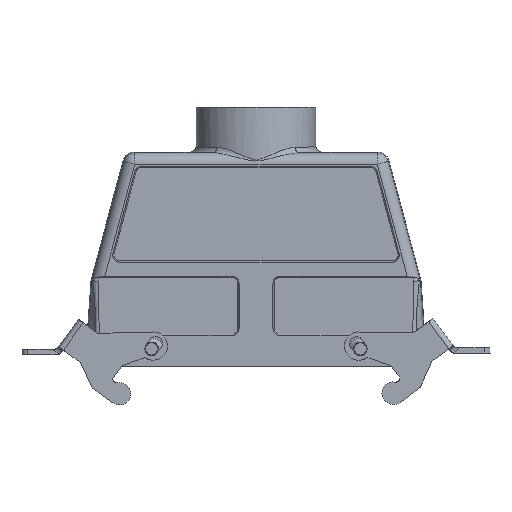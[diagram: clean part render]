
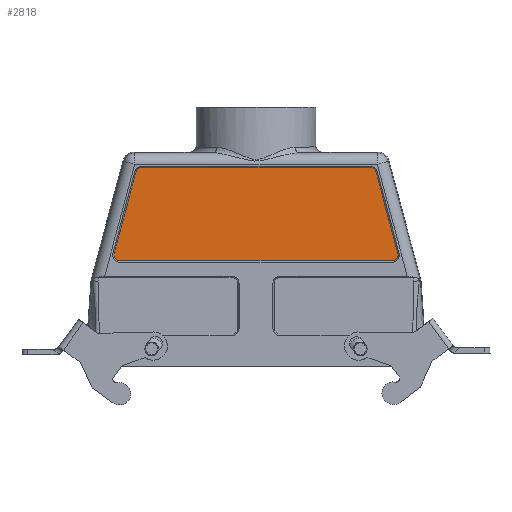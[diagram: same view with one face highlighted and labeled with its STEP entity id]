
A CAD part, front view. The second image highlights one B-rep face of the part: STEP entity #2818.
In plain terms, the highlighted planar face has unit normal (0, -1, 0).
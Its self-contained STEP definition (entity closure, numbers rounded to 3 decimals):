
#2743=CARTESIAN_POINT('',(0.0,-20.3,0.0));
#2744=DIRECTION('',(0.0,-1.0,0.0));
#2745=DIRECTION('',(0.0,0.0,-1.0));
#2746=AXIS2_PLACEMENT_3D('',#2743,#2744,#2745);
#2747=PLANE('',#2746);
#2748=CARTESIAN_POINT('',(-48.324,-20.3,28.287));
#2749=VERTEX_POINT('',#2748);
#2750=CARTESIAN_POINT('',(48.324,-20.3,28.287));
#2751=VERTEX_POINT('',#2750);
#2752=CARTESIAN_POINT('',(-48.324,-20.3,28.287));
#2753=DIRECTION('',(1.0,0.0,0.0));
#2754=VECTOR('',#2753,96.648);
#2755=LINE('',#2752,#2754);
#2756=EDGE_CURVE('',#2749,#2751,#2755,.T.);
#2757=ORIENTED_EDGE('',*,*,#2756,.T.);
#2758=CARTESIAN_POINT('',(50.317,-20.3,30.884));
#2759=VERTEX_POINT('',#2758);
#2760=CARTESIAN_POINT('',(48.324,-20.3,30.35));
#2761=DIRECTION('',(0.0,-1.0,0.0));
#2762=DIRECTION('',(0.0,0.0,-1.0));
#2763=AXIS2_PLACEMENT_3D('',#2760,#2761,#2762);
#2764=CIRCLE('',#2763,2.063);
#2765=EDGE_CURVE('',#2751,#2759,#2764,.T.);
#2766=ORIENTED_EDGE('',*,*,#2765,.T.);
#2767=CARTESIAN_POINT('',(42.546,-20.3,59.884));
#2768=VERTEX_POINT('',#2767);
#2769=CARTESIAN_POINT('',(42.546,-20.3,59.884));
#2770=DIRECTION('',(0.259,0.0,-0.966));
#2771=VECTOR('',#2770,30.023);
#2772=LINE('',#2769,#2771);
#2773=EDGE_CURVE('',#2768,#2759,#2772,.T.);
#2774=ORIENTED_EDGE('',*,*,#2773,.F.);
#2775=CARTESIAN_POINT('',(40.553,-20.3,61.413));
#2776=VERTEX_POINT('',#2775);
#2777=CARTESIAN_POINT('',(40.553,-20.3,59.35));
#2778=DIRECTION('',(0.0,1.0,0.0));
#2779=DIRECTION('',(0.0,0.0,-1.0));
#2780=AXIS2_PLACEMENT_3D('',#2777,#2778,#2779);
#2781=CIRCLE('',#2780,2.063);
#2782=EDGE_CURVE('',#2776,#2768,#2781,.T.);
#2783=ORIENTED_EDGE('',*,*,#2782,.F.);
#2784=CARTESIAN_POINT('',(-40.553,-20.3,61.413));
#2785=VERTEX_POINT('',#2784);
#2786=CARTESIAN_POINT('',(-40.553,-20.3,61.413));
#2787=DIRECTION('',(1.0,0.0,0.0));
#2788=VECTOR('',#2787,81.107);
#2789=LINE('',#2786,#2788);
#2790=EDGE_CURVE('',#2785,#2776,#2789,.T.);
#2791=ORIENTED_EDGE('',*,*,#2790,.F.);
#2792=CARTESIAN_POINT('',(-42.546,-20.3,59.884));
#2793=VERTEX_POINT('',#2792);
#2794=CARTESIAN_POINT('',(-40.553,-20.3,59.35));
#2795=DIRECTION('',(0.0,-1.0,0.0));
#2796=DIRECTION('',(0.0,0.0,-1.0));
#2797=AXIS2_PLACEMENT_3D('',#2794,#2795,#2796);
#2798=CIRCLE('',#2797,2.063);
#2799=EDGE_CURVE('',#2785,#2793,#2798,.T.);
#2800=ORIENTED_EDGE('',*,*,#2799,.T.);
#2801=CARTESIAN_POINT('',(-50.317,-20.3,30.884));
#2802=VERTEX_POINT('',#2801);
#2803=CARTESIAN_POINT('',(-42.546,-20.3,59.884));
#2804=DIRECTION('',(-0.259,0.0,-0.966));
#2805=VECTOR('',#2804,30.023);
#2806=LINE('',#2803,#2805);
#2807=EDGE_CURVE('',#2793,#2802,#2806,.T.);
#2808=ORIENTED_EDGE('',*,*,#2807,.T.);
#2809=CARTESIAN_POINT('',(-48.324,-20.3,30.35));
#2810=DIRECTION('',(0.0,-1.0,0.0));
#2811=DIRECTION('',(0.0,0.0,-1.0));
#2812=AXIS2_PLACEMENT_3D('',#2809,#2810,#2811);
#2813=CIRCLE('',#2812,2.063);
#2814=EDGE_CURVE('',#2802,#2749,#2813,.T.);
#2815=ORIENTED_EDGE('',*,*,#2814,.T.);
#2816=EDGE_LOOP('',(#2757,#2766,#2774,#2783,#2791,#2800,#2808,#2815));
#2817=FACE_OUTER_BOUND('',#2816,.T.);
#2818=ADVANCED_FACE('',(#2817),#2747,.T.);
